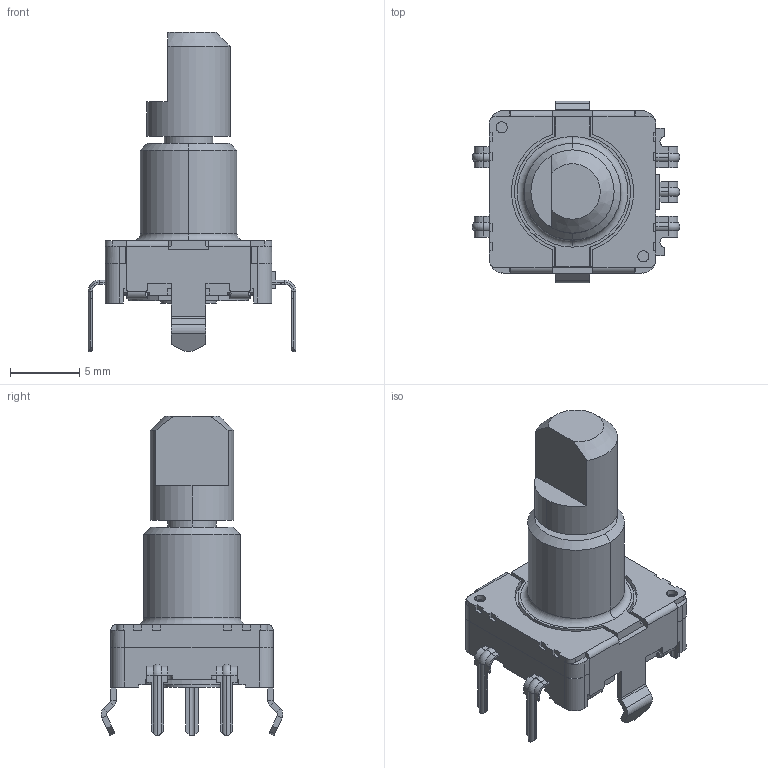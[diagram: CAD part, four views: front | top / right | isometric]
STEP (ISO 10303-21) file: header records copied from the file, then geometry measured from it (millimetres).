
FILE_DESCRIPTION(('FreeCAD Model'),'2;1');
FILE_NAME('EC11N1524402-MOD.STEP', '2019-10-26T12:46:18',('Author'),(''), 'Open CASCADE STEP processor 7.2','FreeCAD','Unknown');
FILE_SCHEMA(('AUTOMOTIVE_DESIGN { 1 0 10303 214 1 1 1 1 }'));
Length unit declared in the file: millimetre
Products named in the file (1): EC11N1524402
Bounding box: 14.95 x 13.1 x 23 mm (x, y, z)
Volume: 1032.3 mm3; surface area: 1100.6 mm2
Topology: 1 solids, 3 shells, 574 faces, 1489 edges, 924 vertices
Faces by surface type: plane 402, cylinder 145, torus 12, bspline 8, cone 7
Entity records: 21446 total; most frequent: CARTESIAN_POINT 3374, ORIENTED_EDGE 2978, DIRECTION 2840, EDGE_CURVE 1489, LINE 1148, VECTOR 1148, VERTEX_POINT 924, AXIS2_PLACEMENT_3D 846
